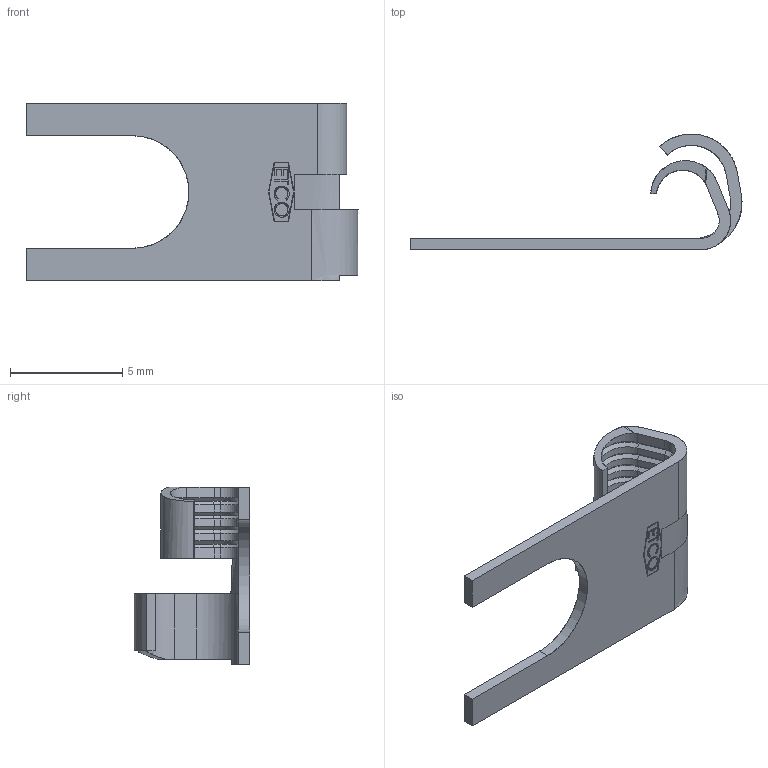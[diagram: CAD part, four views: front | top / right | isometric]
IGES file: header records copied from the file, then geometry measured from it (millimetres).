
Start section: SolidWorks IGES file using analytic representation for surfaces
Global section: file name: 05410.IGS; native system: SolidWorks 2019; preprocessor: SolidWorks 2019; author: sjohnson; date: 191230.130041; units: inch
Bounding box: 14.78 x 5.16 x 7.92 mm (x, y, z)
Surface area: 271.5 mm2 (no closed solid volume)
Topology: 0 solids, 0 shells, 153 faces, 1160 edges, 1159 vertices
Faces by surface type: bspline 111, revolution 42
